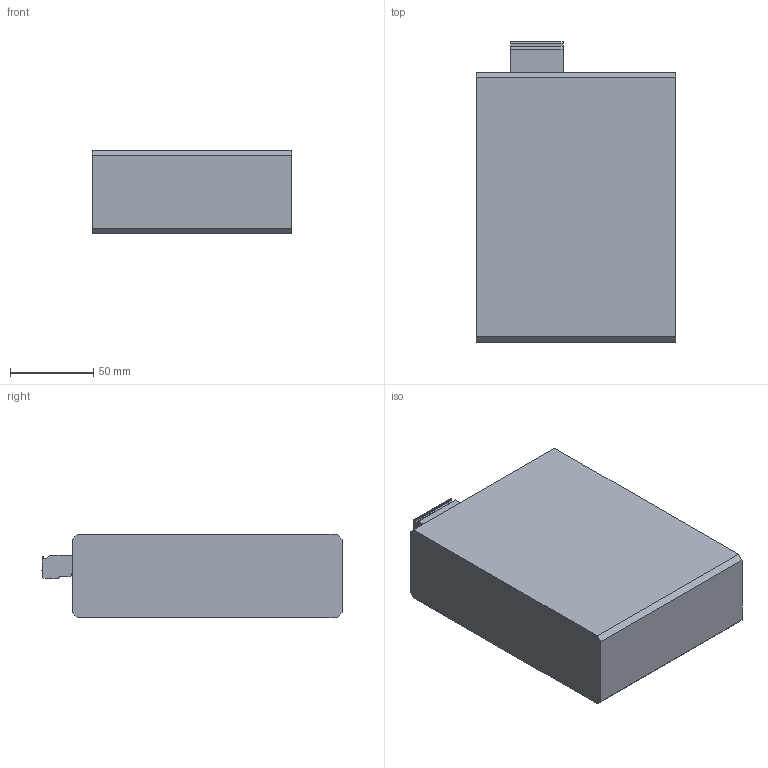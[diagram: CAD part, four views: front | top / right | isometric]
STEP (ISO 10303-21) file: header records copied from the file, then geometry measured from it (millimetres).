
FILE_DESCRIPTION(/* description */ (''),/* implementation_level */ '2;1');
FILE_NAME(/* name */ '852-102 v1.step',/* time_stamp */ '2022-09-01T10:41:55+02:00',/* author */ (''),/* organization */ (''),/* preprocessor_version */ 'ST-DEVELOPER v19',/* originating_system */ 'Autodesk Translation Framework v11.7.0.108',/* authorisation */ '');
FILE_SCHEMA (('AUTOMOTIVE_DESIGN { 1 0 10303 214 3 1 1 }'));
Length unit declared in the file: millimetre
Products named in the file (1): 852-102
Bounding box: 120 x 180.2 x 50 mm (x, y, z)
Volume: 974783.3 mm3; surface area: 69738.5 mm2
Topology: 1 solids, 1 shells, 134 faces, 360 edges, 240 vertices
Faces by surface type: plane 124, cylinder 10
Full cylindrical faces by diameter (mm): 3 x3, 3.2 x3
Entity records: 4164 total; most frequent: CARTESIAN_POINT 735, ORIENTED_EDGE 720, DIRECTION 650, EDGE_CURVE 360, LINE 340, VECTOR 340, VERTEX_POINT 240, AXIS2_PLACEMENT_3D 155
